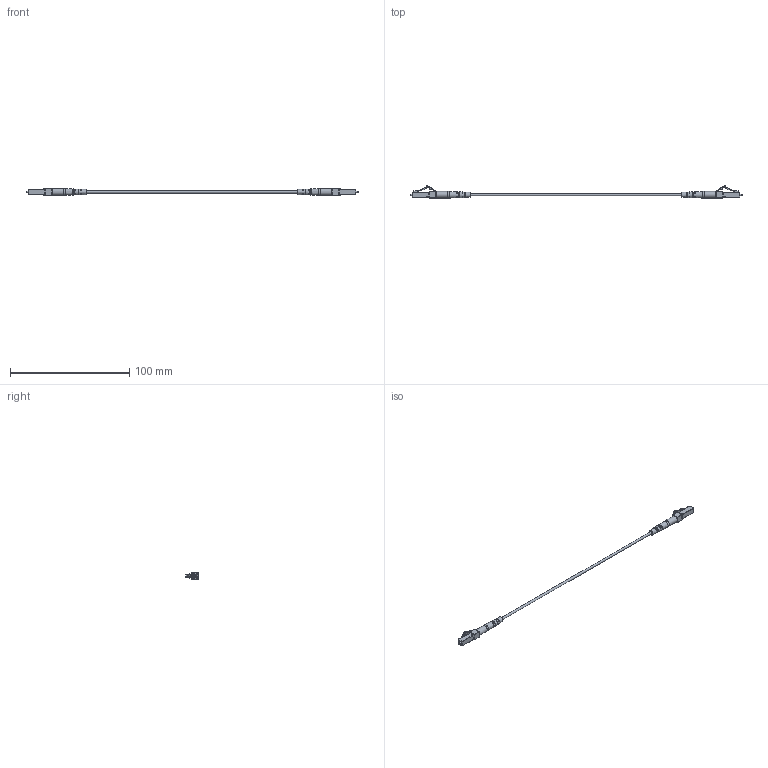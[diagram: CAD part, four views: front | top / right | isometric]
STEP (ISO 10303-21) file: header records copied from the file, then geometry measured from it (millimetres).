
FILE_DESCRIPTION (( 'STEP AP214' ), '1' );
FILE_NAME ('FCA-M2SZ-LCLC.step', '2022-11-03T03:40:43', ( '' ), ( '' ), 'SwSTEP 2.0', 'SolidWorks 2022', '' );
FILE_SCHEMA (( 'AUTOMOTIVE_DESIGN' ));
Length unit declared in the file: inch
Products named in the file (5): Multimode Simplex Fiber, LSZH, OM1, Ø2mm^FCA-M2SZ-LCLC; 1AF02-003-MA2^LC-UPC CONN_FCA-M2SZ-LCLC; LC-UPC CONN^FCA-M2SZ-LCLC; FCA-M2SZ-LCLC; 1AF02-003-MA1^LC-UPC CONN_FCA-M2SZ-LCLC
Assembly tree (5 placements, depth 3):
  FCA-M2SZ-LCLC
    Multimode Simplex Fiber, LSZH, OM1, Ø2mm^FCA-M2SZ-LCLC
    LC-UPC CONN^FCA-M2SZ-LCLC  x2
      1AF02-003-MA1^LC-UPC CONN_FCA-M2SZ-LCLC
      1AF02-003-MA2^LC-UPC CONN_FCA-M2SZ-LCLC
Bounding box: 278.89 x 10.28 x 5.59 mm (x, y, z)
Volume: 2169.5 mm3; surface area: 4353.3 mm2
Topology: 7 solids, 7 shells, 435 faces, 1101 edges, 646 vertices
Faces by surface type: cylinder 197, plane 154, sphere 44, torus 32, cone 6, bspline 2
Full cylindrical faces by diameter (mm): 1.27 x2, 2 x1, 2.159 x2, 2.87 x4, 3.048 x6, 5.588 x2
Entity records: 6790 total; most frequent: CARTESIAN_POINT 1389, DIRECTION 1084, ORIENTED_EDGE 1004, EDGE_CURVE 502, AXIS2_PLACEMENT_3D 421, VERTEX_POINT 314, EDGE_LOOP 260, LINE 242
